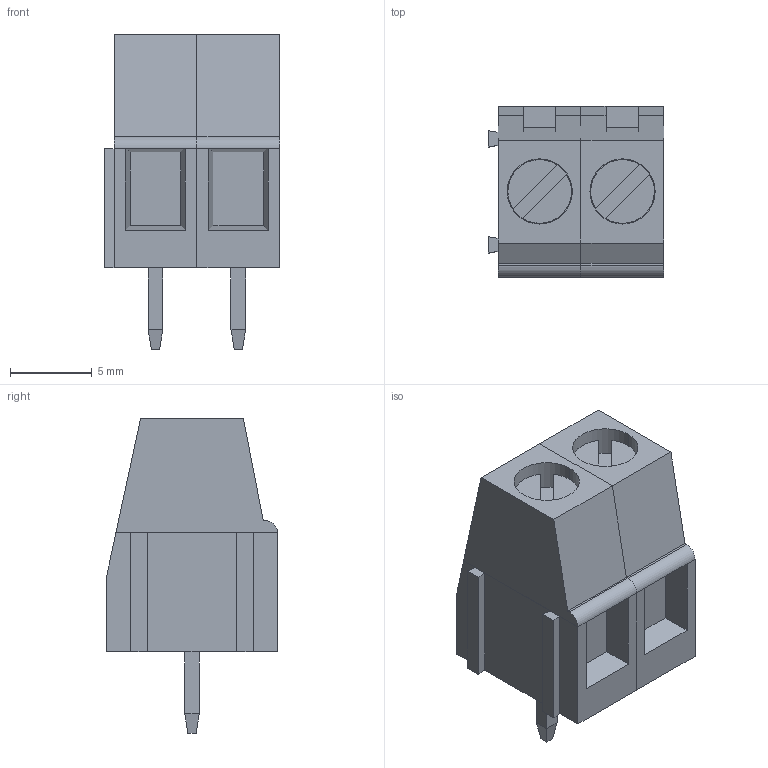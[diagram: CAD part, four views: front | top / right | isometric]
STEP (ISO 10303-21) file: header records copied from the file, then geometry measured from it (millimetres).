
FILE_DESCRIPTION (( 'STEP AP214' ), '1' );
FILE_NAME ('9DFE8D5B-EB91-4CA5-A632-AACD7CAA03E9.STEP', '2022-07-09T03:19:19', ( '' ), ( '' ), 'SwSTEP 2.0', 'SolidWorks 2022', '' );
FILE_SCHEMA (( 'AUTOMOTIVE_DESIGN' ));
Length unit declared in the file: millimetre
Products named in the file (1): 9DFE8D5B-EB91-4CA5-A632-AACD7CAA03E9
Bounding box: 10.76 x 10.5 x 19.3 mm (x, y, z)
Volume: 1150.9 mm3; surface area: 1700.7 mm2
Topology: 12 solids, 12 shells, 148 faces, 360 edges, 236 vertices
Faces by surface type: plane 132, cylinder 16
Entity records: 6039 total; most frequent: CARTESIAN_POINT 751, ORIENTED_EDGE 720, DIRECTION 696, EDGE_CURVE 360, LINE 318, VECTOR 318, VERTEX_POINT 236, AXIS2_PLACEMENT_3D 189
